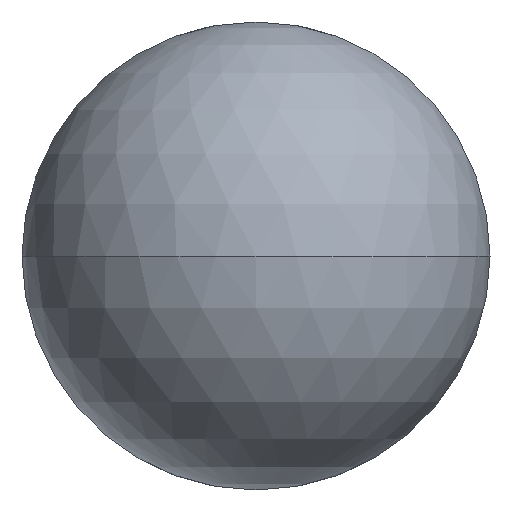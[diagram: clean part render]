
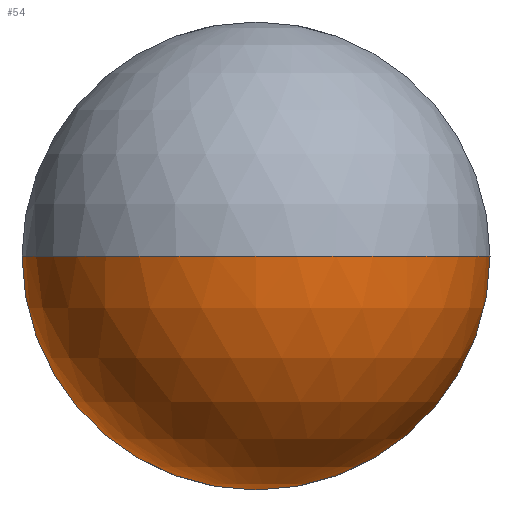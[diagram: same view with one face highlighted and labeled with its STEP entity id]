
A CAD part, front view. The second image highlights one B-rep face of the part: STEP entity #54.
In plain terms, the highlighted spherical face has radius 6.35 mm.
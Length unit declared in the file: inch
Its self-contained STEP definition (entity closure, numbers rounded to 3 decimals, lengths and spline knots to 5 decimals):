
#2 = CARTESIAN_POINT ( 'NONE',  ( 0., 0., 0. ) ) ;
#6 = ORIENTED_EDGE ( 'NONE', *, *, #235, .T. ) ;
#30 = VERTEX_POINT ( 'NONE', #2 ) ;
#34 = VERTEX_POINT ( 'NONE', #76 ) ;
#46 = CIRCLE ( 'NONE', #468, 0.25 ) ;
#47 = FACE_OUTER_BOUND ( 'NONE', #402, .T. ) ;
#52 = ORIENTED_EDGE ( 'NONE', *, *, #334, .T. ) ;
#54 = ADVANCED_FACE ( 'NONE', ( #47 ), #347, .T. ) ;
#62 = EDGE_CURVE ( 'NONE', #187, #313, #383, .T. ) ;
#76 = CARTESIAN_POINT ( 'NONE',  ( 0.25, 0.25, 0. ) ) ;
#82 = CARTESIAN_POINT ( 'NONE',  ( 0., 0.25, 0. ) ) ;
#98 = ORIENTED_EDGE ( 'NONE', *, *, #147, .F. ) ;
#131 = CIRCLE ( 'NONE', #432, 0.25 ) ;
#147 = EDGE_CURVE ( 'NONE', #187, #30, #131, .T. ) ;
#187 = VERTEX_POINT ( 'NONE', #454 ) ;
#188 = CARTESIAN_POINT ( 'NONE',  ( 0., 0.25, 0. ) ) ;
#191 = AXIS2_PLACEMENT_3D ( 'NONE', #324, #482, #387 ) ;
#215 = CIRCLE ( 'NONE', #328, 0.25 ) ;
#235 = EDGE_CURVE ( 'NONE', #34, #30, #215, .T. ) ;
#247 = CARTESIAN_POINT ( 'NONE',  ( 0., 0.25, 0. ) ) ;
#278 = AXIS2_PLACEMENT_3D ( 'NONE', #188, #514, #478 ) ;
#296 = DIRECTION ( 'NONE',  ( 0., 0., 1. ) ) ;
#298 = CARTESIAN_POINT ( 'NONE',  ( 0., 0.25, -0.25 ) ) ;
#313 = VERTEX_POINT ( 'NONE', #298 ) ;
#324 = CARTESIAN_POINT ( 'NONE',  ( 0., 0.25, 0. ) ) ;
#328 = AXIS2_PLACEMENT_3D ( 'NONE', #361, #448, #439 ) ;
#330 = DIRECTION ( 'NONE',  ( 0., -1., 0. ) ) ;
#334 = EDGE_CURVE ( 'NONE', #313, #34, #46, .T. ) ;
#347 = SPHERICAL_SURFACE ( 'NONE', #278, 0.25 ) ;
#361 = CARTESIAN_POINT ( 'NONE',  ( 0., 0.25, 0. ) ) ;
#383 = CIRCLE ( 'NONE', #191, 0.25 ) ;
#387 = DIRECTION ( 'NONE',  ( 0., 0., -1. ) ) ;
#402 = EDGE_LOOP ( 'NONE', ( #449, #52, #6, #98 ) ) ;
#432 = AXIS2_PLACEMENT_3D ( 'NONE', #82, #296, #462 ) ;
#439 = DIRECTION ( 'NONE',  ( -1., 0., 0. ) ) ;
#448 = DIRECTION ( 'NONE',  ( 0., 0., -1. ) ) ;
#449 = ORIENTED_EDGE ( 'NONE', *, *, #62, .T. ) ;
#454 = CARTESIAN_POINT ( 'NONE',  ( -0.25, 0.25, 0. ) ) ;
#462 = DIRECTION ( 'NONE',  ( 1., 0., 0. ) ) ;
#468 = AXIS2_PLACEMENT_3D ( 'NONE', #247, #330, #501 ) ;
#478 = DIRECTION ( 'NONE',  ( -1., 0., 0. ) ) ;
#482 = DIRECTION ( 'NONE',  ( 0., -1., 0. ) ) ;
#501 = DIRECTION ( 'NONE',  ( 0., 0., -1. ) ) ;
#514 = DIRECTION ( 'NONE',  ( 0., 0., -1. ) ) ;
